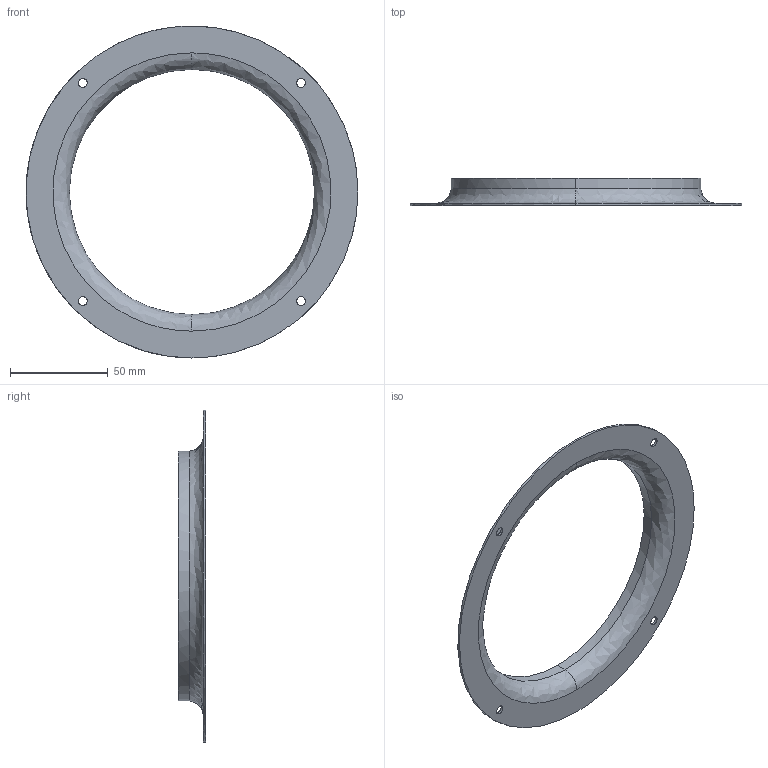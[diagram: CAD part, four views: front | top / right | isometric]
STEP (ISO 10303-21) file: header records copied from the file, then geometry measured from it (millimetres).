
FILE_DESCRIPTION (( 'STEP AP203' ), '1' );
FILE_NAME ('DR190A.stp', '2023-06-15T15:38:02', ( '' ), ( '' ), 'SwSTEP 2.0', 'SolidWorks 2018', '' );
FILE_SCHEMA (( 'CONFIG_CONTROL_DESIGN' ));
Length unit declared in the file: millimetre
Products named in the file (1): DR190A
Bounding box: 169.92 x 14 x 170 mm (x, y, z)
Volume: 16775.8 mm3; surface area: 29236.1 mm2
Topology: 1 solids, 1 shells, 24 faces, 59 edges, 38 vertices
Faces by surface type: bspline 11, cylinder 10, plane 3
Entity records: 1118 total; most frequent: CARTESIAN_POINT 597, ORIENTED_EDGE 118, EDGE_CURVE 59, DIRECTION 57, VERTEX_POINT 38, EDGE_LOOP 35, ADVANCED_FACE 24, FACE_OUTER_BOUND 24
